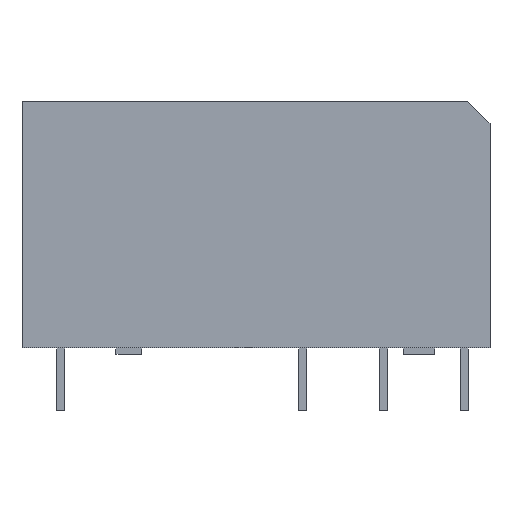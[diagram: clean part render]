
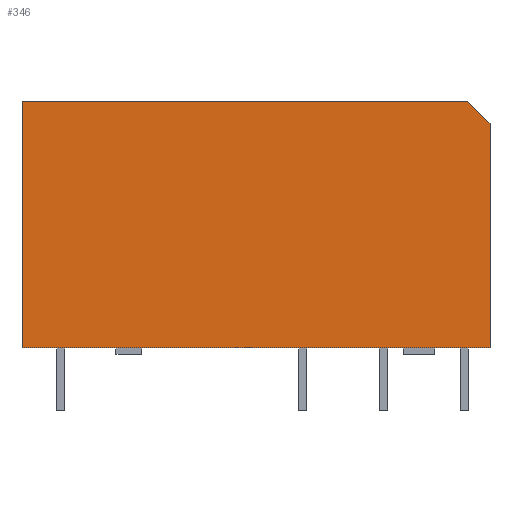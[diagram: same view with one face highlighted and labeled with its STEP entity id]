
A CAD part, front view. The second image highlights one B-rep face of the part: STEP entity #346.
In plain terms, the highlighted planar face has unit normal (0, -1, 0).
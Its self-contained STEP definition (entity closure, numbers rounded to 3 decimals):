
#72=CARTESIAN_POINT('',(-14.5,-6.35,0.4));
#73=VERTEX_POINT('',#72);
#88=CARTESIAN_POINT('',(14.5,-6.35,0.4));
#89=VERTEX_POINT('',#88);
#96=CARTESIAN_POINT('',(-14.5,-6.35,0.4));
#97=DIRECTION('',(1.0,0.0,0.0));
#98=VECTOR('',#97,29.);
#99=LINE('',#96,#98);
#100=EDGE_CURVE('',#73,#89,#99,.T.);
#186=CARTESIAN_POINT('',(14.5,-6.35,14.3));
#187=VERTEX_POINT('',#186);
#194=CARTESIAN_POINT('',(14.5,-6.35,14.3));
#195=DIRECTION('',(0.0,0.0,-1.0));
#196=VECTOR('',#195,13.9);
#197=LINE('',#194,#196);
#198=EDGE_CURVE('',#187,#89,#197,.T.);
#210=CARTESIAN_POINT('',(-14.5,-6.35,15.7));
#211=VERTEX_POINT('',#210);
#212=CARTESIAN_POINT('',(-14.5,-6.35,15.7));
#213=DIRECTION('',(0.0,0.0,-1.0));
#214=VECTOR('',#213,15.3);
#215=LINE('',#212,#214);
#216=EDGE_CURVE('',#211,#73,#215,.T.);
#322=CARTESIAN_POINT('',(-14.5,-6.35,15.7));
#323=DIRECTION('',(0.0,1.0,0.0));
#324=DIRECTION('',(-1.0,0.0,0.0));
#325=AXIS2_PLACEMENT_3D('',#322,#323,#324);
#326=PLANE('',#325);
#327=ORIENTED_EDGE('',*,*,#198,.F.);
#328=CARTESIAN_POINT('',(13.1,-6.35,15.7));
#329=VERTEX_POINT('',#328);
#330=CARTESIAN_POINT('',(14.5,-6.35,14.3));
#331=DIRECTION('',(-0.707,0.0,0.707));
#332=VECTOR('',#331,1.98);
#333=LINE('',#330,#332);
#334=EDGE_CURVE('',#187,#329,#333,.T.);
#335=ORIENTED_EDGE('',*,*,#334,.T.);
#336=CARTESIAN_POINT('',(-14.5,-6.35,15.7));
#337=DIRECTION('',(1.0,0.0,0.0));
#338=VECTOR('',#337,27.6);
#339=LINE('',#336,#338);
#340=EDGE_CURVE('',#211,#329,#339,.T.);
#341=ORIENTED_EDGE('',*,*,#340,.F.);
#342=ORIENTED_EDGE('',*,*,#216,.T.);
#343=ORIENTED_EDGE('',*,*,#100,.T.);
#344=EDGE_LOOP('',(#327,#335,#341,#342,#343));
#345=FACE_OUTER_BOUND('',#344,.T.);
#346=ADVANCED_FACE('',(#345),#326,.F.);
